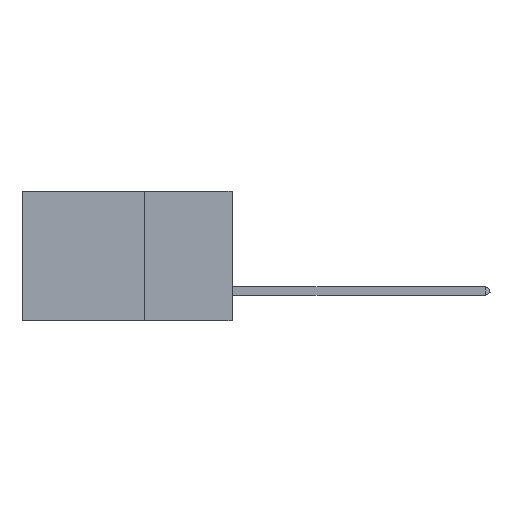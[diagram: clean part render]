
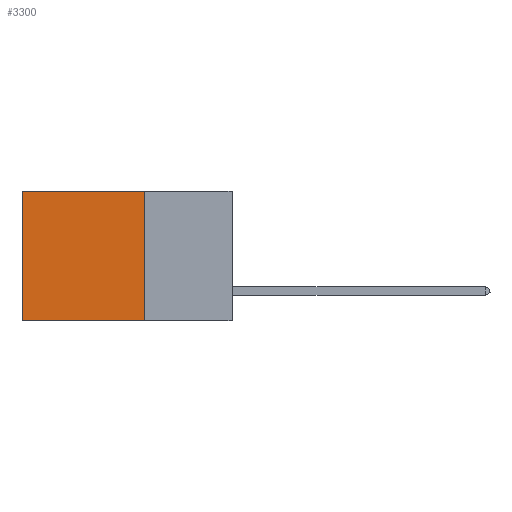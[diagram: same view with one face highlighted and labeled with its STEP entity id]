
A CAD part, left-side view. The second image highlights one B-rep face of the part: STEP entity #3300.
In plain terms, the highlighted planar face has unit normal (-1, 0, 0).
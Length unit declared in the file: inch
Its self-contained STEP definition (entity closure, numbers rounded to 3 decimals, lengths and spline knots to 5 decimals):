
#322 = VECTOR ( 'NONE', #19264, 39.37008 ) ;
#917 = ORIENTED_EDGE ( 'NONE', *, *, #13455, .F. ) ;
#934 = DIRECTION ( 'NONE',  ( 0., 0., -1. ) ) ;
#1773 = LINE ( 'NONE', #7487, #15740 ) ;
#2385 = VERTEX_POINT ( 'NONE', #22110 ) ;
#3300 = ADVANCED_FACE ( 'NONE', ( #7762 ), #8234, .F. ) ;
#3382 = VECTOR ( 'NONE', #19287, 39.37008 ) ;
#3857 = VERTEX_POINT ( 'NONE', #8040 ) ;
#4411 = CARTESIAN_POINT ( 'NONE',  ( 0.2875, 0.25, -0.37 ) ) ;
#5371 = VECTOR ( 'NONE', #11376, 39.37008 ) ;
#5780 = ORIENTED_EDGE ( 'NONE', *, *, #16517, .T. ) ;
#6558 = CARTESIAN_POINT ( 'NONE',  ( 0.2875, 0.25, 0. ) ) ;
#7487 = CARTESIAN_POINT ( 'NONE',  ( 0.2875, 0.25, 0. ) ) ;
#7762 = FACE_OUTER_BOUND ( 'NONE', #11640, .T. ) ;
#8040 = CARTESIAN_POINT ( 'NONE',  ( 0.2875, 0.6, -0.37 ) ) ;
#8147 = AXIS2_PLACEMENT_3D ( 'NONE', #10213, #22708, #934 ) ;
#8178 = ORIENTED_EDGE ( 'NONE', *, *, #16237, .F. ) ;
#8234 = PLANE ( 'NONE',  #8147 ) ;
#8252 = LINE ( 'NONE', #20176, #5371 ) ;
#10213 = CARTESIAN_POINT ( 'NONE',  ( 0.2875, 0.25, 0. ) ) ;
#11245 = DIRECTION ( 'NONE',  ( 0., 0., -1. ) ) ;
#11376 = DIRECTION ( 'NONE',  ( 0., 0., -1. ) ) ;
#11640 = EDGE_LOOP ( 'NONE', ( #5780, #8178, #917, #20665 ) ) ;
#11834 = EDGE_CURVE ( 'NONE', #2385, #22316, #18536, .T. ) ;
#11970 = LINE ( 'NONE', #4411, #3382 ) ;
#13455 = EDGE_CURVE ( 'NONE', #2385, #23148, #1773, .T. ) ;
#15740 = VECTOR ( 'NONE', #11245, 39.37008 ) ;
#16237 = EDGE_CURVE ( 'NONE', #23148, #3857, #11970, .T. ) ;
#16517 = EDGE_CURVE ( 'NONE', #22316, #3857, #8252, .T. ) ;
#16886 = CARTESIAN_POINT ( 'NONE',  ( 0.2875, 0.6, 0. ) ) ;
#18536 = LINE ( 'NONE', #6558, #322 ) ;
#19264 = DIRECTION ( 'NONE',  ( 0., 1., 0. ) ) ;
#19287 = DIRECTION ( 'NONE',  ( 0., 1., 0. ) ) ;
#19718 = CARTESIAN_POINT ( 'NONE',  ( 0.2875, 0.25, -0.37 ) ) ;
#20176 = CARTESIAN_POINT ( 'NONE',  ( 0.2875, 0.6, 0. ) ) ;
#20665 = ORIENTED_EDGE ( 'NONE', *, *, #11834, .T. ) ;
#22110 = CARTESIAN_POINT ( 'NONE',  ( 0.2875, 0.25, 0. ) ) ;
#22316 = VERTEX_POINT ( 'NONE', #16886 ) ;
#22708 = DIRECTION ( 'NONE',  ( 1., 0., 0. ) ) ;
#23148 = VERTEX_POINT ( 'NONE', #19718 ) ;
